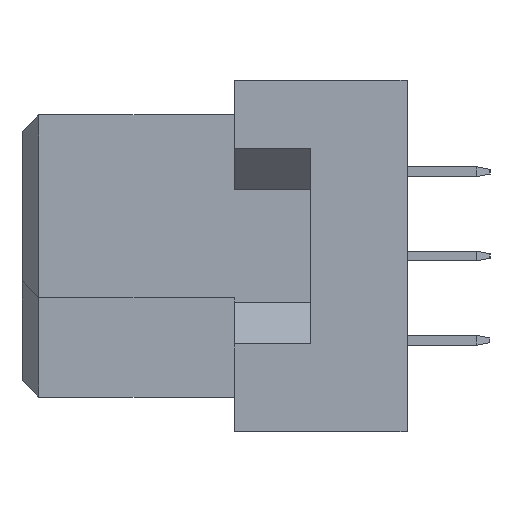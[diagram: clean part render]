
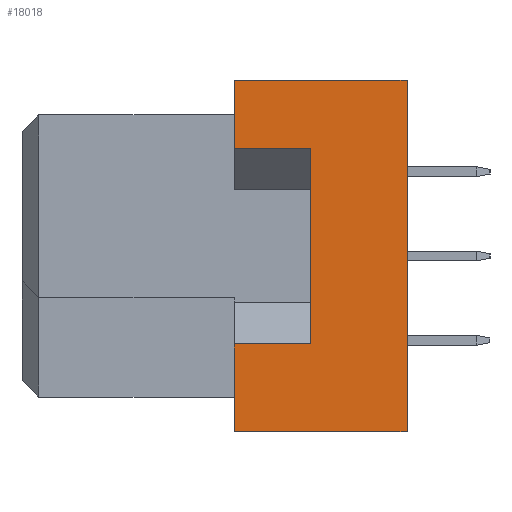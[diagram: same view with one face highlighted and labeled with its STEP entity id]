
A CAD part, left-side view. The second image highlights one B-rep face of the part: STEP entity #18018.
In plain terms, the highlighted planar face has unit normal (-1, 0, 0).
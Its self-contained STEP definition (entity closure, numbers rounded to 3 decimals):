
#641 = DIRECTION ( 'NONE',  ( 0., 0., 1. ) ) ;
#1024 = CARTESIAN_POINT ( 'NONE',  ( -27.5, -8.7, 3.25 ) ) ;
#1043 = LINE ( 'NONE', #6121, #8550 ) ;
#1395 = CARTESIAN_POINT ( 'NONE',  ( -27.5, -6.4, 5.3 ) ) ;
#1526 = DIRECTION ( 'NONE',  ( 0., 0., 1. ) ) ;
#2308 = VECTOR ( 'NONE', #18812, 1000. ) ;
#2957 = EDGE_CURVE ( 'NONE', #9211, #4054, #3219, .T. ) ;
#3219 = LINE ( 'NONE', #9801, #11027 ) ;
#3313 = DIRECTION ( 'NONE',  ( 0., 1., 0. ) ) ;
#3982 = VERTEX_POINT ( 'NONE', #15663 ) ;
#4054 = VERTEX_POINT ( 'NONE', #1395 ) ;
#4414 = VECTOR ( 'NONE', #14202, 1000. ) ;
#4453 = LINE ( 'NONE', #9421, #16121 ) ;
#4454 = ORIENTED_EDGE ( 'NONE', *, *, #6904, .F. ) ;
#4764 = DIRECTION ( 'NONE',  ( -1., 0., 0. ) ) ;
#5098 = VERTEX_POINT ( 'NONE', #12895 ) ;
#5493 = AXIS2_PLACEMENT_3D ( 'NONE', #21266, #4764, #1526 ) ;
#5875 = FACE_OUTER_BOUND ( 'NONE', #9927, .T. ) ;
#6026 = CARTESIAN_POINT ( 'NONE',  ( -27.5, -6.4, -5.3 ) ) ;
#6121 = CARTESIAN_POINT ( 'NONE',  ( -27.5, -8.7, -2.65 ) ) ;
#6398 = EDGE_CURVE ( 'NONE', #5098, #9211, #17158, .T. ) ;
#6614 = ORIENTED_EDGE ( 'NONE', *, *, #14536, .T. ) ;
#6904 = EDGE_CURVE ( 'NONE', #13411, #4054, #14232, .T. ) ;
#7552 = EDGE_CURVE ( 'NONE', #14749, #14532, #10162, .T. ) ;
#7643 = DIRECTION ( 'NONE',  ( 0., 1., 0. ) ) ;
#7915 = CARTESIAN_POINT ( 'NONE',  ( -27.5, -11.6, -5.3 ) ) ;
#8133 = CARTESIAN_POINT ( 'NONE',  ( -27.5, -8.7, 3.25 ) ) ;
#8263 = ORIENTED_EDGE ( 'NONE', *, *, #16639, .F. ) ;
#8441 = CARTESIAN_POINT ( 'NONE',  ( -27.5, -6.4, -5.3 ) ) ;
#8550 = VECTOR ( 'NONE', #7643, 1000. ) ;
#8839 = CARTESIAN_POINT ( 'NONE',  ( -27.5, -11.6, 5.3 ) ) ;
#9211 = VERTEX_POINT ( 'NONE', #14508 ) ;
#9421 = CARTESIAN_POINT ( 'NONE',  ( -27.5, -8.7, -2.65 ) ) ;
#9518 = ORIENTED_EDGE ( 'NONE', *, *, #6398, .T. ) ;
#9624 = LINE ( 'NONE', #7915, #13367 ) ;
#9702 = ORIENTED_EDGE ( 'NONE', *, *, #2957, .T. ) ;
#9801 = CARTESIAN_POINT ( 'NONE',  ( -27.5, -11.6, 5.3 ) ) ;
#9861 = VECTOR ( 'NONE', #12590, 1000. ) ;
#9927 = EDGE_LOOP ( 'NONE', ( #6614, #16089, #20375, #9518, #9702, #4454, #14074, #8263 ) ) ;
#10162 = LINE ( 'NONE', #8441, #2308 ) ;
#11027 = VECTOR ( 'NONE', #3313, 1000. ) ;
#11587 = CARTESIAN_POINT ( 'NONE',  ( -27.5, -6.4, -5.3 ) ) ;
#12379 = CARTESIAN_POINT ( 'NONE',  ( -27.5, -6.4, -2.65 ) ) ;
#12449 = PLANE ( 'NONE',  #5493 ) ;
#12485 = EDGE_CURVE ( 'NONE', #5098, #14749, #9624, .T. ) ;
#12590 = DIRECTION ( 'NONE',  ( 0., 0., 1. ) ) ;
#12895 = CARTESIAN_POINT ( 'NONE',  ( -27.5, -11.6, -5.3 ) ) ;
#12912 = VECTOR ( 'NONE', #641, 1000. ) ;
#13232 = CARTESIAN_POINT ( 'NONE',  ( -27.5, -6.4, 3.25 ) ) ;
#13367 = VECTOR ( 'NONE', #14503, 1000. ) ;
#13411 = VERTEX_POINT ( 'NONE', #13232 ) ;
#14074 = ORIENTED_EDGE ( 'NONE', *, *, #16315, .F. ) ;
#14202 = DIRECTION ( 'NONE',  ( 0., 1., 0. ) ) ;
#14232 = LINE ( 'NONE', #6026, #9861 ) ;
#14503 = DIRECTION ( 'NONE',  ( 0., 1., 0. ) ) ;
#14508 = CARTESIAN_POINT ( 'NONE',  ( -27.5, -11.6, 5.3 ) ) ;
#14532 = VERTEX_POINT ( 'NONE', #12379 ) ;
#14536 = EDGE_CURVE ( 'NONE', #3982, #14532, #1043, .T. ) ;
#14749 = VERTEX_POINT ( 'NONE', #11587 ) ;
#15663 = CARTESIAN_POINT ( 'NONE',  ( -27.5, -8.7, -2.65 ) ) ;
#15813 = LINE ( 'NONE', #1024, #4414 ) ;
#15899 = DIRECTION ( 'NONE',  ( 0., 0., 1. ) ) ;
#16089 = ORIENTED_EDGE ( 'NONE', *, *, #7552, .F. ) ;
#16121 = VECTOR ( 'NONE', #15899, 1000. ) ;
#16315 = EDGE_CURVE ( 'NONE', #16407, #13411, #15813, .T. ) ;
#16407 = VERTEX_POINT ( 'NONE', #8133 ) ;
#16639 = EDGE_CURVE ( 'NONE', #3982, #16407, #4453, .T. ) ;
#17158 = LINE ( 'NONE', #8839, #12912 ) ;
#18018 = ADVANCED_FACE ( 'NONE', ( #5875 ), #12449, .T. ) ;
#18812 = DIRECTION ( 'NONE',  ( 0., 0., 1. ) ) ;
#20375 = ORIENTED_EDGE ( 'NONE', *, *, #12485, .F. ) ;
#21266 = CARTESIAN_POINT ( 'NONE',  ( -27.5, -11.6, 5.3 ) ) ;
